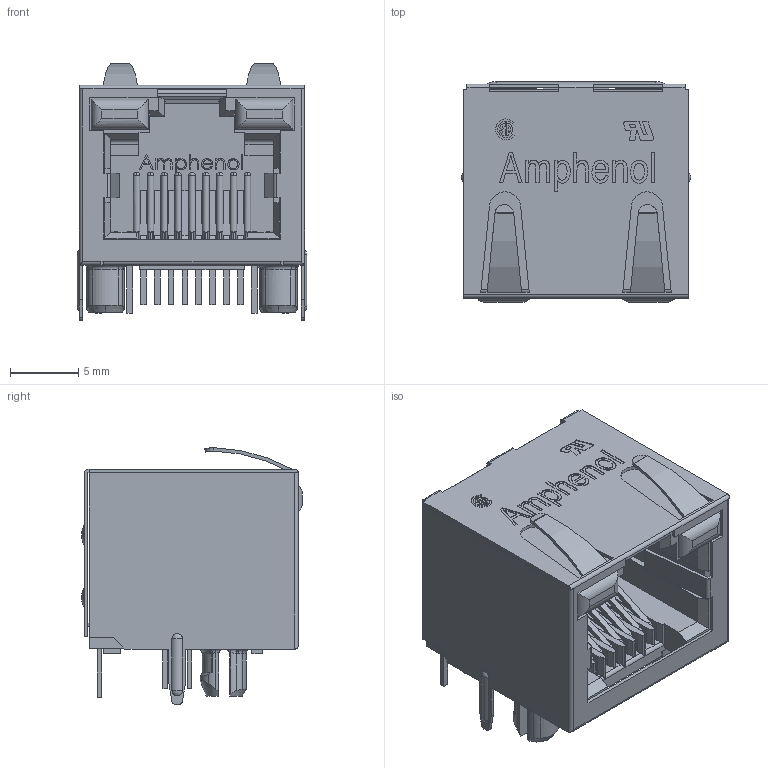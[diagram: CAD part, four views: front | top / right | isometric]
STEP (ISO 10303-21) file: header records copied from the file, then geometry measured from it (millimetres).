
FILE_DESCRIPTION(/* description */ (''),/* implementation_level */ '2;1');
FILE_NAME(/* name */ 'RJHSE-5381 v7.step',/* time_stamp */ '2019-05-19T09:50:55+02:00',/* author */ ('brunotoutsimple'),/* organization */ (''),/* preprocessor_version */ 'ST-DEVELOPER v18',/* originating_system */ 'Autodesk Translation Framework v8.2.0.1029',/* authorisation */ '');
FILE_SCHEMA (('AUTOMOTIVE_DESIGN { 1 0 10303 214 3 1 1 }'));
Length unit declared in the file: millimetre
Products named in the file (1): RJHSE-5381
Bounding box: 16.83 x 16.2 x 18.84 mm (x, y, z)
Volume: 2159.9 mm3; surface area: 4123.6 mm2
Topology: 1 solids, 1 shells, 1085 faces, 3022 edges, 1981 vertices
Faces by surface type: plane 726, cylinder 192, bspline 129, sphere 16, torus 13, cone 9
Entity records: 41282 total; most frequent: CARTESIAN_POINT 13494, ORIENTED_EDGE 6030, DIRECTION 5093, EDGE_CURVE 3015, LINE 2269, VECTOR 2269, VERTEX_POINT 1981, AXIS2_PLACEMENT_3D 1412
